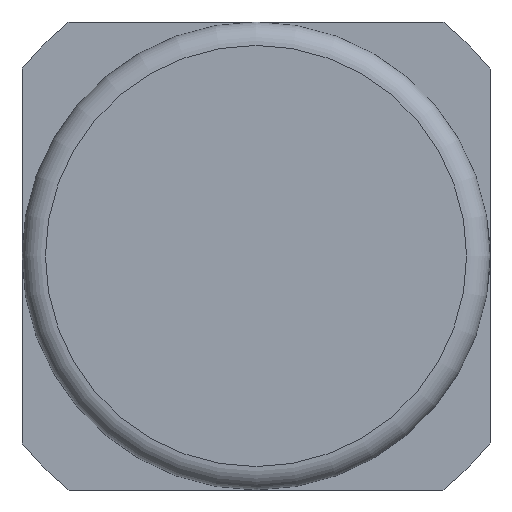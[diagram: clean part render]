
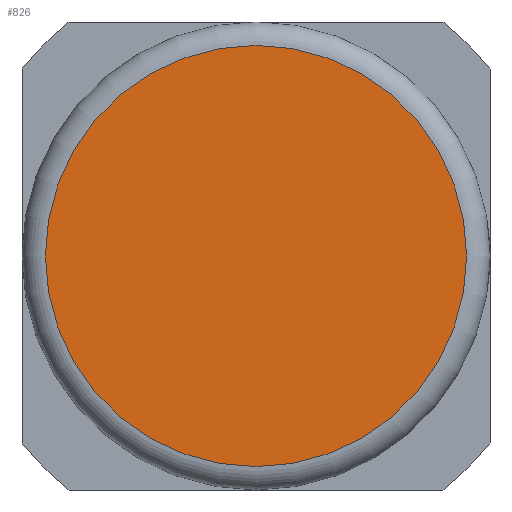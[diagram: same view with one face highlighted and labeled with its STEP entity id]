
A CAD part, front view. The second image highlights one B-rep face of the part: STEP entity #826.
In plain terms, the highlighted planar face has unit normal (0, -1, 0).
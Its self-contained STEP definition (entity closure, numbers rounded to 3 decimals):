
#110=PLANE('',#890);
#174=CIRCLE('',#889,45.);
#227=FACE_OUTER_BOUND('',#286,.T.);
#286=EDGE_LOOP('',(#555));
#376=VERTEX_POINT('',#1311);
#449=EDGE_CURVE('',#376,#376,#174,.T.);
#555=ORIENTED_EDGE('',*,*,#449,.T.);
#826=ADVANCED_FACE('',(#227),#110,.T.);
#889=AXIS2_PLACEMENT_3D('',#1312,#1011,#1012);
#890=AXIS2_PLACEMENT_3D('',#1313,#1013,#1014);
#1011=DIRECTION('center_axis',(0.,-1.,0.));
#1012=DIRECTION('ref_axis',(1.,0.,0.));
#1013=DIRECTION('center_axis',(0.,-1.,0.));
#1014=DIRECTION('ref_axis',(0.,0.,-1.));
#1311=CARTESIAN_POINT('',(45.,-5.7,0.));
#1312=CARTESIAN_POINT('Origin',(0.,-5.7,
0.));
#1313=CARTESIAN_POINT('Origin',(22.5,-5.7,0.));
